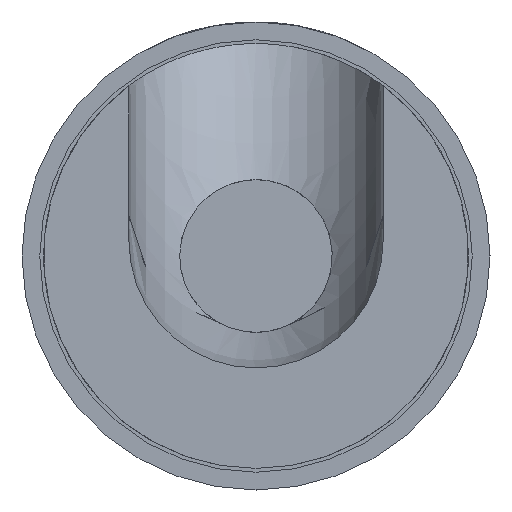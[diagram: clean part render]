
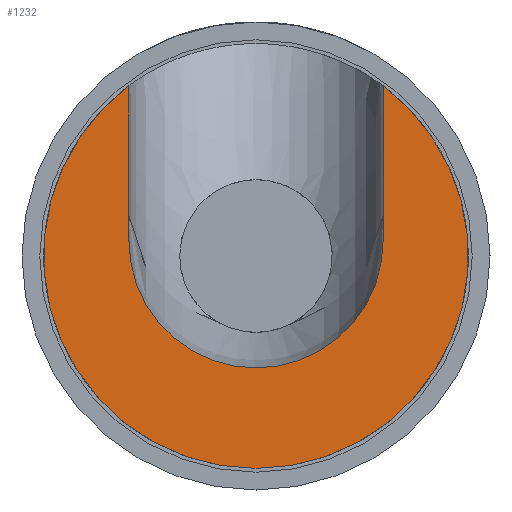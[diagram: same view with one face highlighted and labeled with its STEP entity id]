
A CAD part, front view. The second image highlights one B-rep face of the part: STEP entity #1232.
In plain terms, the highlighted planar face has unit normal (0, -1, 0).
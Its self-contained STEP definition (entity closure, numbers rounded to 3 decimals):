
#56 = ORIENTED_EDGE ( 'NONE', *, *, #1356, .F. ) ;
#147 = AXIS2_PLACEMENT_3D ( 'NONE', #859, #1398, #3146 ) ;
#448 = DIRECTION ( 'NONE',  ( 0., 0., 1. ) ) ;
#605 = ORIENTED_EDGE ( 'NONE', *, *, #1041, .F. ) ;
#668 = CARTESIAN_POINT ( 'NONE',  ( -0.5, -24.5, 0.06 ) ) ;
#822 = CARTESIAN_POINT ( 'NONE',  ( -0.835, -24.5, 0. ) ) ;
#859 = CARTESIAN_POINT ( 'NONE',  ( 0., -24.5, 0. ) ) ;
#863 = DIRECTION ( 'NONE',  ( 0., 0., -1. ) ) ;
#888 = AXIS2_PLACEMENT_3D ( 'NONE', #822, #3091, #1905 ) ;
#952 = DIRECTION ( 'NONE',  ( 0., 0., 1. ) ) ;
#961 = CARTESIAN_POINT ( 'NONE',  ( 0.5, -24.5, 0.06 ) ) ;
#997 = CARTESIAN_POINT ( 'NONE',  ( 0., -24.5, 0. ) ) ;
#999 = VERTEX_POINT ( 'NONE', #3260 ) ;
#1004 = CARTESIAN_POINT ( 'NONE',  ( -0.5, -24.5, 0. ) ) ;
#1032 = CIRCLE ( 'NONE', #147, 0.835 ) ;
#1041 = EDGE_CURVE ( 'Defeature ausgef�hrt2_1+Defeature ausgef�hrt2_2+Defeature ausgef�hrt2_13+Defeature ausgef�hrt2_11', #999, #3441, #2332, .T. ) ;
#1092 = EDGE_CURVE ( 'Defeature ausgef�hrt2_11+Defeature ausgef�hrt2_2+Defeature ausgef�hrt2_1+Defeature ausgef�hrt2_0', #3441, #2891, #2772, .T. ) ;
#1111 = ORIENTED_EDGE ( 'NONE', *, *, #1750, .F. ) ;
#1210 = VECTOR ( 'NONE', #1414, 1000. ) ;
#1232 = ADVANCED_FACE ( 'Defeature ausgef�hrt2_2', ( #1606 ), #1400, .T. ) ;
#1356 = EDGE_CURVE ( 'Defeature ausgef�hrt2_0+Defeature ausgef�hrt2_2+Defeature ausgef�hrt2_11+Defeature ausgef�hrt2_12', #3268, #3595, #1951, .T. ) ;
#1398 = DIRECTION ( 'NONE',  ( 0., 1., 0. ) ) ;
#1400 = PLANE ( 'NONE',  #888 ) ;
#1414 = DIRECTION ( 'NONE',  ( 0., 0., -1. ) ) ;
#1423 = EDGE_CURVE ( 'Defeature ausgef�hrt2_2+Defeature ausgef�hrt2_14+Defeature ausgef�hrt2_13+Defeature ausgef�hrt2_12', #2362, #3572, #3258, .T. ) ;
#1478 = VECTOR ( 'NONE', #952, 1000. ) ;
#1557 = DIRECTION ( 'NONE',  ( 0., 0., -1. ) ) ;
#1570 = DIRECTION ( 'NONE',  ( 0., 1., 0. ) ) ;
#1588 = LINE ( 'NONE', #2327, #3705 ) ;
#1601 = EDGE_LOOP ( 'NONE', ( #3116, #2179, #56, #1111, #3363, #605, #2113 ) ) ;
#1606 = FACE_OUTER_BOUND ( 'NONE', #1601, .T. ) ;
#1750 = EDGE_CURVE ( 'Defeature ausgef�hrt2_11+Defeature ausgef�hrt2_2+Defeature ausgef�hrt2_1+Defeature ausgef�hrt2_0', #2891, #3268, #1032, .T. ) ;
#1775 = CARTESIAN_POINT ( 'NONE',  ( 0.5, -24.5, 0. ) ) ;
#1905 = DIRECTION ( 'NONE',  ( 0., 0., -1. ) ) ;
#1951 = LINE ( 'NONE', #3064, #1210 ) ;
#2007 = DIRECTION ( 'NONE',  ( 0., 1., 0. ) ) ;
#2113 = ORIENTED_EDGE ( 'NONE', *, *, #3452, .F. ) ;
#2179 = ORIENTED_EDGE ( 'NONE', *, *, #2265, .F. ) ;
#2265 = EDGE_CURVE ( 'Defeature ausgef�hrt2_12+Defeature ausgef�hrt2_2+Defeature ausgef�hrt2_0+Defeature ausgef�hrt2_14', #3595, #3572, #3338, .T. ) ;
#2278 = CARTESIAN_POINT ( 'NONE',  ( 0., -24.5, 0.06 ) ) ;
#2327 = CARTESIAN_POINT ( 'NONE',  ( 0.5, -24.5, 0. ) ) ;
#2332 = LINE ( 'NONE', #1775, #1478 ) ;
#2345 = AXIS2_PLACEMENT_3D ( 'NONE', #997, #1570, #448 ) ;
#2362 = VERTEX_POINT ( 'NONE', #961 ) ;
#2604 = CARTESIAN_POINT ( 'NONE',  ( 0.5, -24.5, 0.669 ) ) ;
#2617 = DIRECTION ( 'NONE',  ( 0., 0., 1. ) ) ;
#2772 = CIRCLE ( 'NONE', #2345, 0.835 ) ;
#2891 = VERTEX_POINT ( 'NONE', #3354 ) ;
#2947 = CARTESIAN_POINT ( 'NONE',  ( -0.5, -24.5, 0.12 ) ) ;
#3006 = CARTESIAN_POINT ( 'NONE',  ( -0.5, -24.5, 0.669 ) ) ;
#3064 = CARTESIAN_POINT ( 'NONE',  ( -0.5, -24.5, 0. ) ) ;
#3091 = DIRECTION ( 'NONE',  ( 0., -1., 0. ) ) ;
#3116 = ORIENTED_EDGE ( 'NONE', *, *, #1423, .T. ) ;
#3146 = DIRECTION ( 'NONE',  ( 0., 0., 1. ) ) ;
#3258 = CIRCLE ( 'NONE', #3432, 0.5 ) ;
#3260 = CARTESIAN_POINT ( 'NONE',  ( 0.5, -24.5, 0.12 ) ) ;
#3268 = VERTEX_POINT ( 'NONE', #3006 ) ;
#3338 = LINE ( 'NONE', #1004, #3423 ) ;
#3354 = CARTESIAN_POINT ( 'NONE',  ( 0., -24.5, -0.835 ) ) ;
#3363 = ORIENTED_EDGE ( 'NONE', *, *, #1092, .F. ) ;
#3423 = VECTOR ( 'NONE', #1557, 1000. ) ;
#3432 = AXIS2_PLACEMENT_3D ( 'NONE', #2278, #2007, #863 ) ;
#3441 = VERTEX_POINT ( 'NONE', #2604 ) ;
#3452 = EDGE_CURVE ( 'Defeature ausgef�hrt2_13+Defeature ausgef�hrt2_2+Defeature ausgef�hrt2_14+Defeature ausgef�hrt2_1', #2362, #999, #1588, .T. ) ;
#3572 = VERTEX_POINT ( 'NONE', #668 ) ;
#3595 = VERTEX_POINT ( 'NONE', #2947 ) ;
#3705 = VECTOR ( 'NONE', #2617, 1000. ) ;
